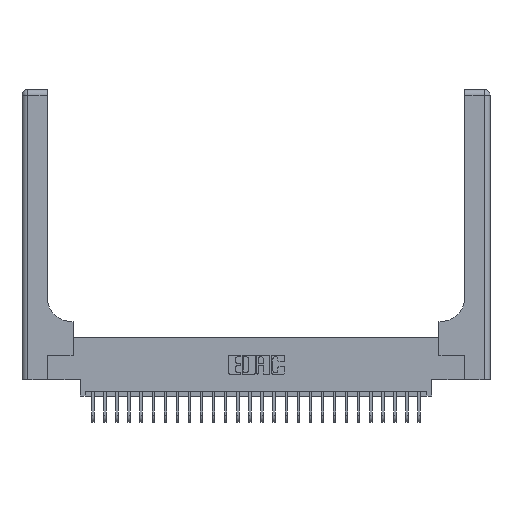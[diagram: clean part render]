
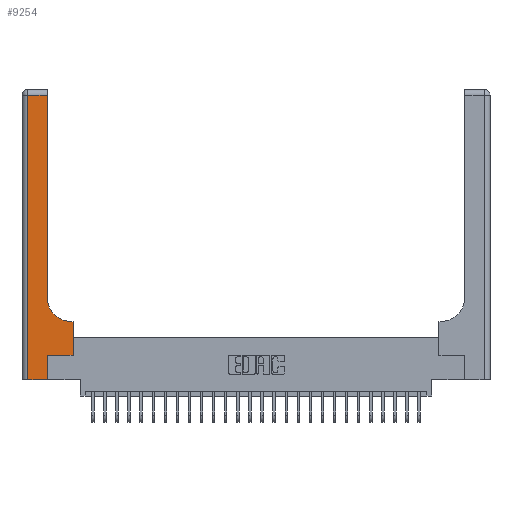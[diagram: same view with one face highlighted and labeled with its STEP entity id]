
A CAD part, top view. The second image highlights one B-rep face of the part: STEP entity #9254.
In plain terms, the highlighted planar face has unit normal (0, 0, 1).
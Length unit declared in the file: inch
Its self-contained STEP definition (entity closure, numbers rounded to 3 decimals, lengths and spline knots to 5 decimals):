
#135 = AXIS2_PLACEMENT_3D ( 'NONE', #18131, #8584, #21914 ) ;
#216 = EDGE_CURVE ( 'NONE', #17360, #22825, #6342, .T. ) ;
#1265 = VECTOR ( 'NONE', #17552, 39.37008 ) ;
#1863 = CARTESIAN_POINT ( 'NONE',  ( 0.06, 0., 0.37 ) ) ;
#2295 = VECTOR ( 'NONE', #18870, 39.37008 ) ;
#2590 = DIRECTION ( 'NONE',  ( 0., 1., 0. ) ) ;
#3201 = VECTOR ( 'NONE', #12828, 39.37008 ) ;
#3554 = LINE ( 'NONE', #18045, #13130 ) ;
#3794 = ORIENTED_EDGE ( 'NONE', *, *, #6116, .T. ) ;
#3965 = CARTESIAN_POINT ( 'NONE',  ( 0., 2.94, 0.37 ) ) ;
#4224 = EDGE_CURVE ( 'NONE', #22825, #20830, #9228, .T. ) ;
#4238 = EDGE_CURVE ( 'NONE', #21648, #17360, #3554, .T. ) ;
#4518 = CARTESIAN_POINT ( 'NONE',  ( 0.26, 3., 0.37 ) ) ;
#5141 = CARTESIAN_POINT ( 'NONE',  ( 0.265, 0., 0.37 ) ) ;
#5211 = DIRECTION ( 'NONE',  ( 0., 0., -1. ) ) ;
#6116 = EDGE_CURVE ( 'NONE', #6157, #12148, #19659, .T. ) ;
#6157 = VERTEX_POINT ( 'NONE', #16124 ) ;
#6210 = ORIENTED_EDGE ( 'NONE', *, *, #4224, .T. ) ;
#6342 = LINE ( 'NONE', #11743, #1265 ) ;
#6472 = EDGE_CURVE ( 'NONE', #9691, #12539, #12469, .T. ) ;
#6886 = ORIENTED_EDGE ( 'NONE', *, *, #10473, .T. ) ;
#6933 = CARTESIAN_POINT ( 'NONE',  ( 0.265, 0.25, 0.37 ) ) ;
#7351 = FACE_OUTER_BOUND ( 'NONE', #15136, .T. ) ;
#7596 = CIRCLE ( 'NONE', #10241, 0.25 ) ;
#8142 = VECTOR ( 'NONE', #15483, 39.37008 ) ;
#8416 = DIRECTION ( 'NONE',  ( -1., 0., 0. ) ) ;
#8584 = DIRECTION ( 'NONE',  ( 0., 0., -1. ) ) ;
#9228 = LINE ( 'NONE', #17970, #23804 ) ;
#9246 = CARTESIAN_POINT ( 'NONE',  ( 0.06, 3., 0.37 ) ) ;
#9254 = ADVANCED_FACE ( 'NONE', ( #7351 ), #14263, .F. ) ;
#9386 = VECTOR ( 'NONE', #12710, 39.37008 ) ;
#9691 = VERTEX_POINT ( 'NONE', #9947 ) ;
#9947 = CARTESIAN_POINT ( 'NONE',  ( 0.06, 2.94, 0.37 ) ) ;
#10100 = ORIENTED_EDGE ( 'NONE', *, *, #4238, .T. ) ;
#10241 = AXIS2_PLACEMENT_3D ( 'NONE', #16671, #5211, #18591 ) ;
#10246 = ORIENTED_EDGE ( 'NONE', *, *, #6472, .T. ) ;
#10473 = EDGE_CURVE ( 'NONE', #20830, #6157, #7596, .T. ) ;
#10930 = ORIENTED_EDGE ( 'NONE', *, *, #216, .T. ) ;
#11743 = CARTESIAN_POINT ( 'NONE',  ( 0.528, 0.25, 0.37 ) ) ;
#12148 = VERTEX_POINT ( 'NONE', #19914 ) ;
#12469 = LINE ( 'NONE', #9246, #2295 ) ;
#12539 = VERTEX_POINT ( 'NONE', #1863 ) ;
#12710 = DIRECTION ( 'NONE',  ( 1., 0., 0. ) ) ;
#12828 = DIRECTION ( 'NONE',  ( 0., 1., 0. ) ) ;
#13130 = VECTOR ( 'NONE', #19933, 39.37008 ) ;
#13894 = LINE ( 'NONE', #24048, #9386 ) ;
#14263 = PLANE ( 'NONE',  #135 ) ;
#14581 = CARTESIAN_POINT ( 'NONE',  ( 0.265, 0., 0.37 ) ) ;
#14889 = ORIENTED_EDGE ( 'NONE', *, *, #24599, .T. ) ;
#15136 = EDGE_LOOP ( 'NONE', ( #3794, #14889, #10246, #15528, #15648, #10100, #10930, #6210, #6886 ) ) ;
#15483 = DIRECTION ( 'NONE',  ( -1., 0., 0. ) ) ;
#15528 = ORIENTED_EDGE ( 'NONE', *, *, #23324, .T. ) ;
#15609 = LINE ( 'NONE', #3965, #8142 ) ;
#15648 = ORIENTED_EDGE ( 'NONE', *, *, #19311, .T. ) ;
#16124 = CARTESIAN_POINT ( 'NONE',  ( 0.26, 0.85, 0.37 ) ) ;
#16671 = CARTESIAN_POINT ( 'NONE',  ( 0.51, 0.85, 0.37 ) ) ;
#17360 = VERTEX_POINT ( 'NONE', #17724 ) ;
#17552 = DIRECTION ( 'NONE',  ( 0., 1., 0. ) ) ;
#17724 = CARTESIAN_POINT ( 'NONE',  ( 0.528, 0.25, 0.37 ) ) ;
#17970 = CARTESIAN_POINT ( 'NONE',  ( 0.26, 0.6, 0.37 ) ) ;
#18045 = CARTESIAN_POINT ( 'NONE',  ( 0.265, 0.25, 0.37 ) ) ;
#18131 = CARTESIAN_POINT ( 'NONE',  ( 0., 3., 0.37 ) ) ;
#18466 = LINE ( 'NONE', #5141, #3201 ) ;
#18591 = DIRECTION ( 'NONE',  ( 1., 0., 0. ) ) ;
#18749 = CARTESIAN_POINT ( 'NONE',  ( 0.528, 0.6, 0.37 ) ) ;
#18870 = DIRECTION ( 'NONE',  ( 0., -1., 0. ) ) ;
#19311 = EDGE_CURVE ( 'NONE', #21048, #21648, #18466, .T. ) ;
#19598 = CARTESIAN_POINT ( 'NONE',  ( 0.51, 0.6, 0.37 ) ) ;
#19659 = LINE ( 'NONE', #4518, #24609 ) ;
#19914 = CARTESIAN_POINT ( 'NONE',  ( 0.26, 2.94, 0.37 ) ) ;
#19933 = DIRECTION ( 'NONE',  ( 1., 0., 0. ) ) ;
#20830 = VERTEX_POINT ( 'NONE', #19598 ) ;
#21048 = VERTEX_POINT ( 'NONE', #14581 ) ;
#21648 = VERTEX_POINT ( 'NONE', #6933 ) ;
#21914 = DIRECTION ( 'NONE',  ( -1., 0., 0. ) ) ;
#22825 = VERTEX_POINT ( 'NONE', #18749 ) ;
#23324 = EDGE_CURVE ( 'NONE', #12539, #21048, #13894, .T. ) ;
#23804 = VECTOR ( 'NONE', #8416, 39.37008 ) ;
#24048 = CARTESIAN_POINT ( 'NONE',  ( 0., 0., 0.37 ) ) ;
#24599 = EDGE_CURVE ( 'NONE', #12148, #9691, #15609, .T. ) ;
#24609 = VECTOR ( 'NONE', #2590, 39.37008 ) ;
